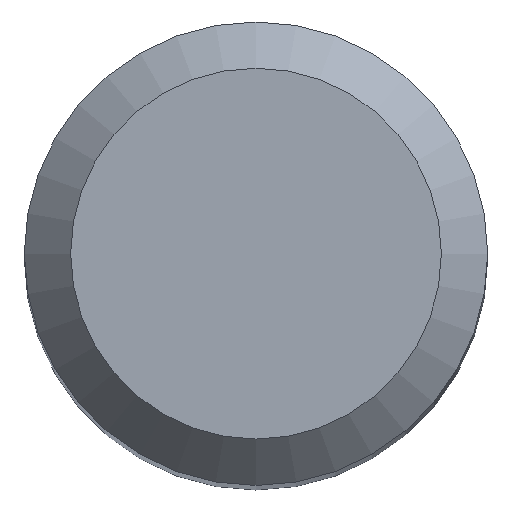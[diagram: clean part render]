
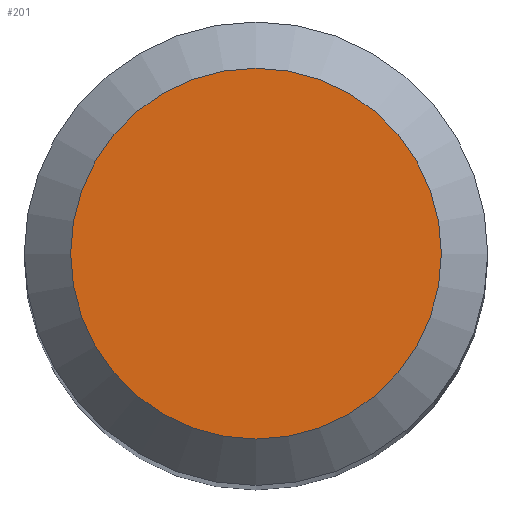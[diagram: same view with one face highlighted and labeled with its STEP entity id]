
A CAD part, top view. The second image highlights one B-rep face of the part: STEP entity #201.
In plain terms, the highlighted planar face has unit normal (0, 0, 1).
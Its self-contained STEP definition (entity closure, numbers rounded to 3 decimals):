
#46 = DIRECTION ( 'NONE',  ( 0., 0., -1. ) ) ;
#65 = CIRCLE ( 'NONE', #144, 3.2 ) ;
#81 = DIRECTION ( 'NONE',  ( 0., 1., 0. ) ) ;
#121 = EDGE_CURVE ( 'NONE', #133, #133, #65, .T. ) ;
#131 = CARTESIAN_POINT ( 'NONE',  ( 0., 3.2, 64. ) ) ;
#133 = VERTEX_POINT ( 'NONE', #131 ) ;
#144 = AXIS2_PLACEMENT_3D ( 'NONE', #309, #316, #81 ) ;
#187 = AXIS2_PLACEMENT_3D ( 'NONE', #263, #46, #343 ) ;
#201 = ADVANCED_FACE ( 'NONE', ( #318 ), #293, .F. ) ;
#202 = EDGE_LOOP ( 'NONE', ( #305 ) ) ;
#263 = CARTESIAN_POINT ( 'NONE',  ( 0., 0., 64. ) ) ;
#293 = PLANE ( 'NONE',  #187 ) ;
#305 = ORIENTED_EDGE ( 'NONE', *, *, #121, .F. ) ;
#309 = CARTESIAN_POINT ( 'NONE',  ( 0., 0., 64. ) ) ;
#316 = DIRECTION ( 'NONE',  ( 0., 0., -1. ) ) ;
#318 = FACE_OUTER_BOUND ( 'NONE', #202, .T. ) ;
#343 = DIRECTION ( 'NONE',  ( 0., 1., 0. ) ) ;
